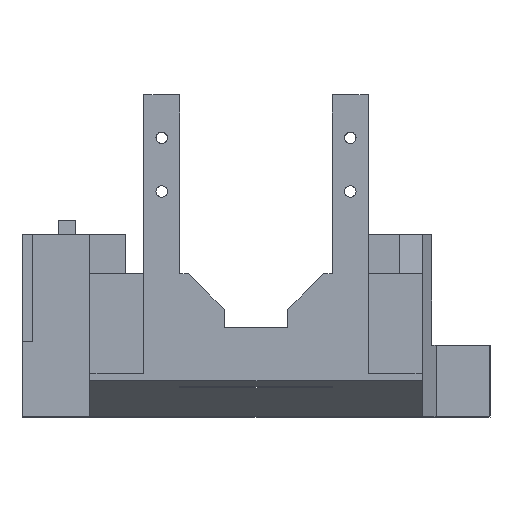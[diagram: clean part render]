
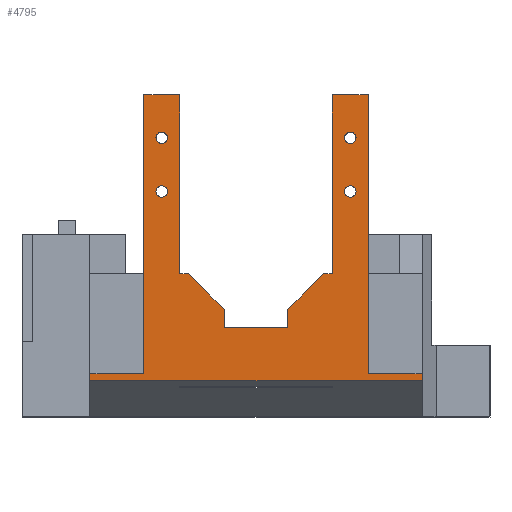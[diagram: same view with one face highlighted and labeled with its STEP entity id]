
A CAD part, top view. The second image highlights one B-rep face of the part: STEP entity #4795.
In plain terms, the highlighted planar face has unit normal (0, 0, 1).
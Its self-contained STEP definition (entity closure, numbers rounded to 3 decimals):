
#37=FACE_BOUND('',#626,.T.);
#38=FACE_BOUND('',#627,.T.);
#39=FACE_BOUND('',#628,.T.);
#40=FACE_BOUND('',#629,.T.);
#130=PLANE('',#5089);
#353=FACE_OUTER_BOUND('',#625,.T.);
#625=EDGE_LOOP('',(#3557,#3558,#3559,#3560,#3561,#3562,#3563,#3564,#3565,
#3566,#3567,#3568,#3569,#3570,#3571,#3572,#3573,#3574));
#626=EDGE_LOOP('',(#3575));
#627=EDGE_LOOP('',(#3576));
#628=EDGE_LOOP('',(#3577));
#629=EDGE_LOOP('',(#3578));
#1021=LINE('',#6971,#1628);
#1023=LINE('',#6978,#1630);
#1028=LINE('',#6990,#1635);
#1031=LINE('',#6995,#1638);
#1032=LINE('',#6998,#1639);
#1033=LINE('',#6999,#1640);
#1034=LINE('',#7001,#1641);
#1035=LINE('',#7003,#1642);
#1036=LINE('',#7005,#1643);
#1037=LINE('',#7007,#1644);
#1038=LINE('',#7009,#1645);
#1039=LINE('',#7011,#1646);
#1040=LINE('',#7013,#1647);
#1041=LINE('',#7015,#1648);
#1042=LINE('',#7017,#1649);
#1043=LINE('',#7019,#1650);
#1044=LINE('',#7021,#1651);
#1045=LINE('',#7022,#1652);
#1628=VECTOR('',#5624,10.);
#1630=VECTOR('',#5630,10.);
#1635=VECTOR('',#5639,10.);
#1638=VECTOR('',#5644,10.);
#1639=VECTOR('',#5647,10.);
#1640=VECTOR('',#5648,10.);
#1641=VECTOR('',#5649,10.);
#1642=VECTOR('',#5650,10.);
#1643=VECTOR('',#5651,10.);
#1644=VECTOR('',#5652,10.);
#1645=VECTOR('',#5653,10.);
#1646=VECTOR('',#5654,10.);
#1647=VECTOR('',#5655,10.);
#1648=VECTOR('',#5656,10.);
#1649=VECTOR('',#5657,10.);
#1650=VECTOR('',#5658,10.);
#1651=VECTOR('',#5659,10.);
#1652=VECTOR('',#5660,10.);
#2125=CIRCLE('',#5090,1.6);
#2126=CIRCLE('',#5091,1.6);
#2127=CIRCLE('',#5092,1.6);
#2128=CIRCLE('',#5093,1.6);
#2293=VERTEX_POINT('',#6961);
#2297=VERTEX_POINT('',#6969);
#2299=VERTEX_POINT('',#6975);
#2300=VERTEX_POINT('',#6977);
#2305=VERTEX_POINT('',#6989);
#2306=VERTEX_POINT('',#6993);
#2307=VERTEX_POINT('',#6997);
#2308=VERTEX_POINT('',#7000);
#2309=VERTEX_POINT('',#7002);
#2310=VERTEX_POINT('',#7004);
#2311=VERTEX_POINT('',#7006);
#2312=VERTEX_POINT('',#7008);
#2313=VERTEX_POINT('',#7010);
#2314=VERTEX_POINT('',#7012);
#2315=VERTEX_POINT('',#7014);
#2316=VERTEX_POINT('',#7016);
#2317=VERTEX_POINT('',#7018);
#2318=VERTEX_POINT('',#7020);
#2319=VERTEX_POINT('',#7023);
#2320=VERTEX_POINT('',#7025);
#2321=VERTEX_POINT('',#7027);
#2322=VERTEX_POINT('',#7029);
#2785=EDGE_CURVE('',#2297,#2293,#1021,.T.);
#2788=EDGE_CURVE('',#2299,#2300,#1023,.T.);
#2794=EDGE_CURVE('',#2305,#2293,#1028,.T.);
#2797=EDGE_CURVE('',#2299,#2306,#1031,.T.);
#2798=EDGE_CURVE('',#2307,#2305,#1032,.T.);
#2799=EDGE_CURVE('',#2300,#2297,#1033,.T.);
#2800=EDGE_CURVE('',#2306,#2308,#1034,.T.);
#2801=EDGE_CURVE('',#2308,#2309,#1035,.T.);
#2802=EDGE_CURVE('',#2310,#2309,#1036,.T.);
#2803=EDGE_CURVE('',#2311,#2310,#1037,.T.);
#2804=EDGE_CURVE('',#2312,#2311,#1038,.T.);
#2805=EDGE_CURVE('',#2312,#2313,#1039,.T.);
#2806=EDGE_CURVE('',#2313,#2314,#1040,.T.);
#2807=EDGE_CURVE('',#2314,#2315,#1041,.T.);
#2808=EDGE_CURVE('',#2316,#2315,#1042,.T.);
#2809=EDGE_CURVE('',#2316,#2317,#1043,.T.);
#2810=EDGE_CURVE('',#2317,#2318,#1044,.T.);
#2811=EDGE_CURVE('',#2318,#2307,#1045,.T.);
#2812=EDGE_CURVE('',#2319,#2319,#2125,.T.);
#2813=EDGE_CURVE('',#2320,#2320,#2126,.T.);
#2814=EDGE_CURVE('',#2321,#2321,#2127,.T.);
#2815=EDGE_CURVE('',#2322,#2322,#2128,.T.);
#3557=ORIENTED_EDGE('',*,*,#2798,.T.);
#3558=ORIENTED_EDGE('',*,*,#2794,.T.);
#3559=ORIENTED_EDGE('',*,*,#2785,.F.);
#3560=ORIENTED_EDGE('',*,*,#2799,.F.);
#3561=ORIENTED_EDGE('',*,*,#2788,.F.);
#3562=ORIENTED_EDGE('',*,*,#2797,.T.);
#3563=ORIENTED_EDGE('',*,*,#2800,.T.);
#3564=ORIENTED_EDGE('',*,*,#2801,.T.);
#3565=ORIENTED_EDGE('',*,*,#2802,.F.);
#3566=ORIENTED_EDGE('',*,*,#2803,.F.);
#3567=ORIENTED_EDGE('',*,*,#2804,.F.);
#3568=ORIENTED_EDGE('',*,*,#2805,.T.);
#3569=ORIENTED_EDGE('',*,*,#2806,.T.);
#3570=ORIENTED_EDGE('',*,*,#2807,.T.);
#3571=ORIENTED_EDGE('',*,*,#2808,.F.);
#3572=ORIENTED_EDGE('',*,*,#2809,.T.);
#3573=ORIENTED_EDGE('',*,*,#2810,.T.);
#3574=ORIENTED_EDGE('',*,*,#2811,.T.);
#3575=ORIENTED_EDGE('',*,*,#2812,.F.);
#3576=ORIENTED_EDGE('',*,*,#2813,.F.);
#3577=ORIENTED_EDGE('',*,*,#2814,.F.);
#3578=ORIENTED_EDGE('',*,*,#2815,.F.);
#4795=ADVANCED_FACE('',(#353,#37,#38,#39,#40),#130,.F.);
#5089=AXIS2_PLACEMENT_3D('',#6996,#5645,#5646);
#5090=AXIS2_PLACEMENT_3D('',#7024,#5661,#5662);
#5091=AXIS2_PLACEMENT_3D('',#7026,#5663,#5664);
#5092=AXIS2_PLACEMENT_3D('',#7028,#5665,#5666);
#5093=AXIS2_PLACEMENT_3D('',#7030,#5667,#5668);
#5624=DIRECTION('',(0.,1.,0.));
#5630=DIRECTION('',(0.,-1.,0.));
#5639=DIRECTION('',(-1.,0.,0.));
#5644=DIRECTION('',(-1.,0.,0.));
#5645=DIRECTION('center_axis',(0.,0.,
-1.));
#5646=DIRECTION('ref_axis',(-1.,0.,0.));
#5647=DIRECTION('',(0.,-1.,0.));
#5648=DIRECTION('',(-1.,0.,0.));
#5649=DIRECTION('',(0.,1.,0.));
#5650=DIRECTION('',(-1.,0.,0.));
#5651=DIRECTION('',(0.,1.,0.));
#5652=DIRECTION('',(1.,0.,0.));
#5653=DIRECTION('',(0.707,0.707,0.));
#5654=DIRECTION('',(0.,-1.,0.));
#5655=DIRECTION('',(-1.,0.,0.));
#5656=DIRECTION('',(0.,1.,0.));
#5657=DIRECTION('',(0.707,-0.707,0.));
#5658=DIRECTION('',(-1.,0.,0.));
#5659=DIRECTION('',(0.,1.,0.));
#5660=DIRECTION('',(-1.,0.,0.));
#5661=DIRECTION('center_axis',(0.,0.,
1.));
#5662=DIRECTION('ref_axis',(1.,0.,0.));
#5663=DIRECTION('center_axis',(0.,0.,
1.));
#5664=DIRECTION('ref_axis',(1.,0.,0.));
#5665=DIRECTION('center_axis',(0.,0.,
1.));
#5666=DIRECTION('ref_axis',(1.,0.,0.));
#5667=DIRECTION('center_axis',(0.,0.,
1.));
#5668=DIRECTION('ref_axis',(1.,0.,0.));
#6961=CARTESIAN_POINT('',(21.792,32.881,138.609));
#6969=CARTESIAN_POINT('',(21.792,30.881,138.609));
#6971=CARTESIAN_POINT('',(21.792,39.631,138.609));
#6975=CARTESIAN_POINT('',(114.792,32.881,138.609));
#6977=CARTESIAN_POINT('',(114.792,30.881,138.609));
#6978=CARTESIAN_POINT('',(114.792,27.131,138.609));
#6989=CARTESIAN_POINT('',(36.892,32.881,138.609));
#6990=CARTESIAN_POINT('',(44.392,32.881,138.609));
#6993=CARTESIAN_POINT('',(99.692,32.881,138.609));
#6995=CARTESIAN_POINT('',(80.842,32.881,138.609));
#6996=CARTESIAN_POINT('Origin',(46.892,25.881,138.609));
#6997=CARTESIAN_POINT('',(36.892,110.881,138.609));
#6998=CARTESIAN_POINT('',(36.892,35.881,138.609));
#6999=CARTESIAN_POINT('',(57.592,30.881,138.609));
#7000=CARTESIAN_POINT('',(99.692,110.881,138.609));
#7001=CARTESIAN_POINT('',(99.692,35.881,138.609));
#7002=CARTESIAN_POINT('',(89.692,110.881,138.609));
#7003=CARTESIAN_POINT('',(69.542,110.881,138.609));
#7004=CARTESIAN_POINT('',(89.692,60.881,138.609));
#7005=CARTESIAN_POINT('',(89.692,85.881,138.609));
#7006=CARTESIAN_POINT('',(87.192,60.881,138.609));
#7007=CARTESIAN_POINT('',(57.592,60.881,138.609));
#7008=CARTESIAN_POINT('',(77.192,50.881,138.609));
#7009=CARTESIAN_POINT('',(65.867,39.556,138.609));
#7010=CARTESIAN_POINT('',(77.192,45.881,138.609));
#7011=CARTESIAN_POINT('',(77.192,43.381,138.609));
#7012=CARTESIAN_POINT('',(59.392,45.881,138.609));
#7013=CARTESIAN_POINT('',(57.592,45.881,138.609));
#7014=CARTESIAN_POINT('',(59.392,50.881,138.609));
#7015=CARTESIAN_POINT('',(59.392,43.381,138.609));
#7016=CARTESIAN_POINT('',(49.392,60.881,138.609));
#7017=CARTESIAN_POINT('',(60.017,50.256,138.609));
#7018=CARTESIAN_POINT('',(46.892,60.881,138.609));
#7019=CARTESIAN_POINT('',(57.592,60.881,138.609));
#7020=CARTESIAN_POINT('',(46.892,110.881,138.609));
#7021=CARTESIAN_POINT('',(46.892,24.381,138.609));
#7022=CARTESIAN_POINT('',(45.642,110.881,138.609));
#7023=CARTESIAN_POINT('',(93.092,83.881,138.609));
#7024=CARTESIAN_POINT('Origin',(94.692,83.881,138.609));
#7025=CARTESIAN_POINT('',(40.292,98.881,138.609));
#7026=CARTESIAN_POINT('Origin',(41.892,98.881,138.609));
#7027=CARTESIAN_POINT('',(40.292,83.881,138.609));
#7028=CARTESIAN_POINT('Origin',(41.892,83.881,138.609));
#7029=CARTESIAN_POINT('',(93.092,98.881,138.609));
#7030=CARTESIAN_POINT('Origin',(94.692,98.881,138.609));
